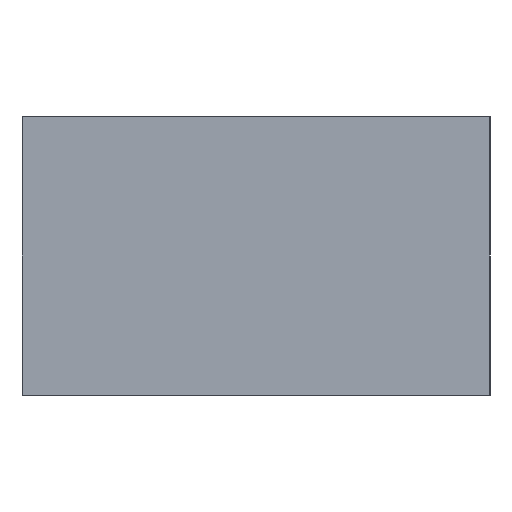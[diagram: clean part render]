
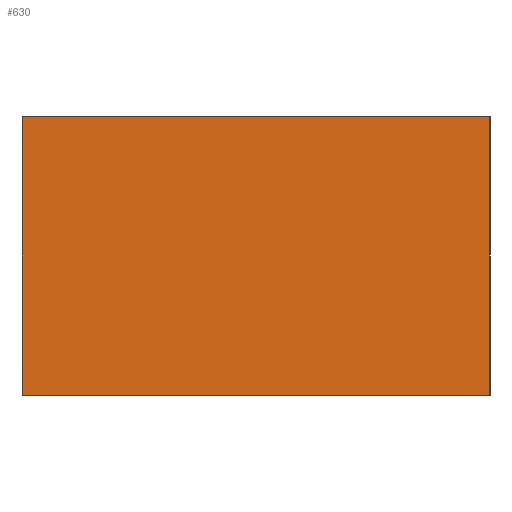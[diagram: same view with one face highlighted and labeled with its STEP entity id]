
A CAD part, left-side view. The second image highlights one B-rep face of the part: STEP entity #630.
In plain terms, the highlighted planar face has unit normal (-1, 0, 0).
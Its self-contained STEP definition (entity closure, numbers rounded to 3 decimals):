
#594=AXIS2_PLACEMENT_3D('Plane Axis2P3D',#591,#592,#593) ;
#591=CARTESIAN_POINT('Axis2P3D Location',(-63.25,57.5,0.)) ;
#596=CARTESIAN_POINT('Line Origine',(-63.25,37.75,75.25)) ;
#600=CARTESIAN_POINT('Vertex',(-63.25,57.5,75.25)) ;
#602=CARTESIAN_POINT('Vertex',(-63.25,18.,75.25)) ;
#605=CARTESIAN_POINT('Line Origine',(-63.25,18.,87.)) ;
#609=CARTESIAN_POINT('Vertex',(-63.25,18.,98.75)) ;
#612=CARTESIAN_POINT('Line Origine',(-63.25,37.75,98.75)) ;
#616=CARTESIAN_POINT('Vertex',(-63.25,57.5,98.75)) ;
#619=CARTESIAN_POINT('Line Origine',(-63.25,57.5,87.)) ;
#592=DIRECTION('Axis2P3D Direction',(1.,0.,0.)) ;
#593=DIRECTION('Axis2P3D XDirection',(0.,-1.,0.)) ;
#597=DIRECTION('Vector Direction',(0.,-1.,0.)) ;
#606=DIRECTION('Vector Direction',(0.,0.,-1.)) ;
#613=DIRECTION('Vector Direction',(0.,-1.,0.)) ;
#620=DIRECTION('Vector Direction',(0.,0.,-1.)) ;
#598=VECTOR('Line Direction',#597,1.) ;
#607=VECTOR('Line Direction',#606,1.) ;
#614=VECTOR('Line Direction',#613,1.) ;
#621=VECTOR('Line Direction',#620,1.) ;
#625=ORIENTED_EDGE('',*,*,#604,.T.) ;
#626=ORIENTED_EDGE('',*,*,#611,.F.) ;
#627=ORIENTED_EDGE('',*,*,#618,.F.) ;
#628=ORIENTED_EDGE('',*,*,#623,.T.) ;
#630=ADVANCED_FACE('Terminali anteriori per cavi FCCuAl 300mmq superiori',(#629),#595,.F.) ;
#604=EDGE_CURVE('',#601,#603,#599,.T.) ;
#611=EDGE_CURVE('',#610,#603,#608,.T.) ;
#618=EDGE_CURVE('',#617,#610,#615,.T.) ;
#623=EDGE_CURVE('',#617,#601,#622,.T.) ;
#624=EDGE_LOOP('',(#625,#626,#627,#628)) ;
#629=FACE_OUTER_BOUND('',#624,.T.) ;
#599=LINE('Line',#596,#598) ;
#608=LINE('Line',#605,#607) ;
#615=LINE('Line',#612,#614) ;
#622=LINE('Line',#619,#621) ;
#595=PLANE('',#594) ;
#601=VERTEX_POINT('',#600) ;
#603=VERTEX_POINT('',#602) ;
#610=VERTEX_POINT('',#609) ;
#617=VERTEX_POINT('',#616) ;
